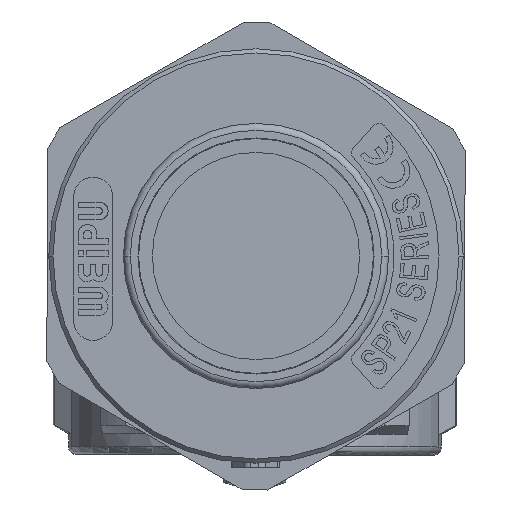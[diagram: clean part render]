
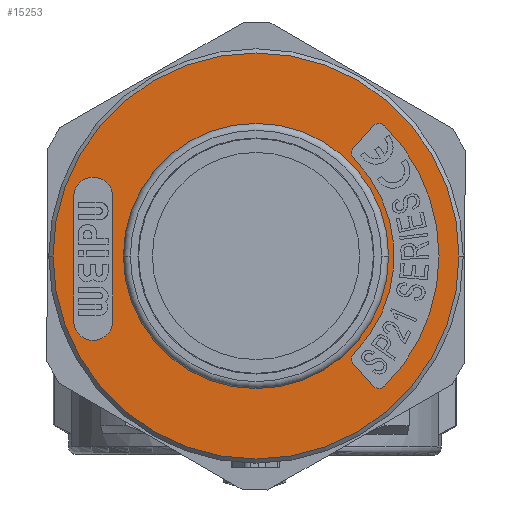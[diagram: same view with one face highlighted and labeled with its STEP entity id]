
A CAD part, left-side view. The second image highlights one B-rep face of the part: STEP entity #15253.
In plain terms, the highlighted planar face has unit normal (-1, 0, 0).
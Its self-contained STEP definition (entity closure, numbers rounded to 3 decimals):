
#252=CARTESIAN_POINT('',(0.,0.,0.));
#253=DIRECTION('',(1.,0.,0.));
#254=DIRECTION('',(0.,1.,0.));
#255=AXIS2_PLACEMENT_3D('',#252,#253,#254);
#257=CARTESIAN_POINT('',(0.,0.,0.));
#258=DIRECTION('',(1.,0.,0.));
#259=DIRECTION('',(0.,-1.,0.));
#260=AXIS2_PLACEMENT_3D('',#257,#258,#259);
#262=CARTESIAN_POINT('',(0.,0.,0.));
#263=DIRECTION('',(1.,0.,0.));
#264=DIRECTION('',(0.,0.,-1.));
#265=AXIS2_PLACEMENT_3D('',#262,#263,#264);
#267=CARTESIAN_POINT('',(0.,0.,0.));
#268=DIRECTION('',(-1.,0.,0.));
#269=DIRECTION('',(0.,-1.,0.));
#270=AXIS2_PLACEMENT_3D('',#267,#268,#269);
#272=CARTESIAN_POINT('',(0.,0.,0.));
#273=DIRECTION('',(-1.,0.,0.));
#274=DIRECTION('',(0.,1.,0.));
#275=AXIS2_PLACEMENT_3D('',#272,#273,#274);
#277=CARTESIAN_POINT('',(0.,11.785,
-4.711));
#278=DIRECTION('',(-1.,0.,0.));
#279=DIRECTION('',(0.,1.,0.));
#280=AXIS2_PLACEMENT_3D('',#277,#278,#279);
#282=CARTESIAN_POINT('',(0.,11.785,4.293));
#283=DIRECTION('',(-1.,0.,0.));
#284=DIRECTION('',(0.,-1.,0.));
#285=AXIS2_PLACEMENT_3D('',#282,#283,#284);
#287=CARTESIAN_POINT('',(0.,0.,0.));
#288=DIRECTION('',(-1.,0.,0.));
#289=DIRECTION('',(0.,-0.704,-0.711));
#290=AXIS2_PLACEMENT_3D('',#287,#288,#289);
#292=CARTESIAN_POINT('',(0.,-8.901,8.989));
#293=DIRECTION('',(-1.,0.,0.));
#294=DIRECTION('',(0.,-0.704,0.711));
#295=AXIS2_PLACEMENT_3D('',#292,#293,#294);
#297=DIRECTION('',(0.,0.669,-0.743));
#298=VECTOR('',#297,2.053);
#299=CARTESIAN_POINT('',(0.,-8.455,9.39));
#300=LINE('',#299,#298);
#301=CARTESIAN_POINT('',(0.,-7.527,7.463));
#302=DIRECTION('',(-1.,0.,0.));
#303=DIRECTION('',(0.,0.743,0.669));
#304=AXIS2_PLACEMENT_3D('',#301,#302,#303);
#306=CARTESIAN_POINT('',(0.,0.,0.));
#307=DIRECTION('',(1.,0.,0.));
#308=DIRECTION('',(0.,-0.71,0.704));
#309=AXIS2_PLACEMENT_3D('',#306,#307,#308);
#311=CARTESIAN_POINT('',(0.,-7.527,-7.463));
#312=DIRECTION('',(-1.,0.,0.));
#313=DIRECTION('',(0.,0.71,0.704));
#314=AXIS2_PLACEMENT_3D('',#311,#312,#313);
#316=DIRECTION('',(0.,-0.669,-0.743));
#317=VECTOR('',#316,2.053);
#318=CARTESIAN_POINT('',(0.,-7.081,-7.865));
#319=LINE('',#318,#317);
#320=CARTESIAN_POINT('',(0.,-8.901,-8.989));
#321=DIRECTION('',(-1.,0.,0.));
#322=DIRECTION('',(0.,0.743,-0.669));
#323=AXIS2_PLACEMENT_3D('',#320,#321,#322);
#8856=DIRECTION('',(0.,0.,-1.));
#8857=VECTOR('',#8856,9.005);
#8858=CARTESIAN_POINT('',(0.,10.374,
4.293));
#8859=LINE('',#8858,#8857);
#8872=DIRECTION('',(0.,0.,1.));
#8873=VECTOR('',#8872,9.005);
#8874=CARTESIAN_POINT('',(0.,13.195,
-4.711));
#8875=LINE('',#8874,#8873);
#12587=CARTESIAN_POINT('',(0.,13.195,
-4.711));
#12588=CARTESIAN_POINT('',(0.,10.374,
-4.711));
#12589=VERTEX_POINT('',#12587);
#12590=VERTEX_POINT('',#12588);
#12591=CARTESIAN_POINT('',(0.,10.374,
4.293));
#12592=VERTEX_POINT('',#12591);
#12593=CARTESIAN_POINT('',(0.,13.195,
4.293));
#12594=VERTEX_POINT('',#12593);
#12693=CARTESIAN_POINT('',(0.,-9.323,-9.415));
#12694=CARTESIAN_POINT('',(0.,-9.323,9.415));
#12695=VERTEX_POINT('',#12693);
#12696=VERTEX_POINT('',#12694);
#12697=CARTESIAN_POINT('',(0.,-8.455,9.39));
#12698=CARTESIAN_POINT('',(0.,-7.081,7.865));
#12699=VERTEX_POINT('',#12697);
#12700=VERTEX_POINT('',#12698);
#12701=CARTESIAN_POINT('',(0.,-7.101,7.041));
#12702=CARTESIAN_POINT('',(0.,-7.101,-7.041));
#12703=VERTEX_POINT('',#12701);
#12704=VERTEX_POINT('',#12702);
#12705=CARTESIAN_POINT('',(0.,-7.081,-7.865));
#12706=CARTESIAN_POINT('',(0.,-8.455,-9.39));
#12707=VERTEX_POINT('',#12705);
#12708=VERTEX_POINT('',#12706);
#12709=CARTESIAN_POINT('',(0.,14.7,0.));
#12710=CARTESIAN_POINT('',(0.,-14.7,0.));
#12711=VERTEX_POINT('',#12709);
#12712=VERTEX_POINT('',#12710);
#12713=CARTESIAN_POINT('',(0.,0.,-14.7));
#12714=VERTEX_POINT('',#12713);
#12719=CARTESIAN_POINT('',(0.,-9.6,0.));
#12720=CARTESIAN_POINT('',(0.,9.6,0.));
#12721=VERTEX_POINT('',#12719);
#12722=VERTEX_POINT('',#12720);
#15207=CARTESIAN_POINT('',(0.,0.,0.007));
#15208=DIRECTION('',(1.,0.,0.));
#15209=DIRECTION('',(0.,-1.,0.));
#15210=AXIS2_PLACEMENT_3D('',#15207,#15208,#15209);
#15211=PLANE('',#15210);
#15213=ORIENTED_EDGE('',*,*,#15212,.T.);
#15215=ORIENTED_EDGE('',*,*,#15214,.T.);
#15217=ORIENTED_EDGE('',*,*,#15216,.T.);
#15218=EDGE_LOOP('',(#15213,#15215,#15217));
#15219=FACE_OUTER_BOUND('',#15218,.F.);
#15221=ORIENTED_EDGE('',*,*,#15220,.T.);
#15223=ORIENTED_EDGE('',*,*,#15222,.T.);
#15224=EDGE_LOOP('',(#15221,#15223));
#15225=FACE_BOUND('',#15224,.F.);
#15226=ORIENTED_EDGE('',*,*,#15197,.T.);
#15228=ORIENTED_EDGE('',*,*,#15227,.F.);
#15230=ORIENTED_EDGE('',*,*,#15229,.T.);
#15232=ORIENTED_EDGE('',*,*,#15231,.F.);
#15233=EDGE_LOOP('',(#15226,#15228,#15230,#15232));
#15234=FACE_BOUND('',#15233,.F.);
#15236=ORIENTED_EDGE('',*,*,#15235,.T.);
#15238=ORIENTED_EDGE('',*,*,#15237,.T.);
#15240=ORIENTED_EDGE('',*,*,#15239,.T.);
#15242=ORIENTED_EDGE('',*,*,#15241,.T.);
#15244=ORIENTED_EDGE('',*,*,#15243,.T.);
#15246=ORIENTED_EDGE('',*,*,#15245,.T.);
#15248=ORIENTED_EDGE('',*,*,#15247,.T.);
#15250=ORIENTED_EDGE('',*,*,#15249,.T.);
#15251=EDGE_LOOP('',(#15236,#15238,#15240,#15242,#15244,#15246,#15248,#15250));
#15252=FACE_BOUND('',#15251,.F.);
#15253=ADVANCED_FACE('',(#15219,#15225,#15234,#15252),#15211,.F.);
#256=CIRCLE('',#255,14.7);
#261=CIRCLE('',#260,14.7);
#266=CIRCLE('',#265,14.7);
#271=CIRCLE('',#270,9.6);
#276=CIRCLE('',#275,9.6);
#281=CIRCLE('',#280,1.411);
#286=CIRCLE('',#285,1.411);
#291=CIRCLE('',#290,13.25);
#296=CIRCLE('',#295,0.6);
#305=CIRCLE('',#304,0.6);
#310=CIRCLE('',#309,10.);
#315=CIRCLE('',#314,0.6);
#324=CIRCLE('',#323,0.6);
#15197=EDGE_CURVE('',#12589,#12590,#281,.T.);
#15212=EDGE_CURVE('',#12711,#12712,#256,.T.);
#15214=EDGE_CURVE('',#12712,#12714,#261,.T.);
#15216=EDGE_CURVE('',#12714,#12711,#266,.T.);
#15220=EDGE_CURVE('',#12721,#12722,#271,.T.);
#15222=EDGE_CURVE('',#12722,#12721,#276,.T.);
#15227=EDGE_CURVE('',#12592,#12590,#8859,.T.);
#15229=EDGE_CURVE('',#12592,#12594,#286,.T.);
#15231=EDGE_CURVE('',#12589,#12594,#8875,.T.);
#15235=EDGE_CURVE('',#12695,#12696,#291,.T.);
#15237=EDGE_CURVE('',#12696,#12699,#296,.T.);
#15239=EDGE_CURVE('',#12699,#12700,#300,.T.);
#15241=EDGE_CURVE('',#12700,#12703,#305,.T.);
#15243=EDGE_CURVE('',#12703,#12704,#310,.T.);
#15245=EDGE_CURVE('',#12704,#12707,#315,.T.);
#15247=EDGE_CURVE('',#12707,#12708,#319,.T.);
#15249=EDGE_CURVE('',#12708,#12695,#324,.T.);
